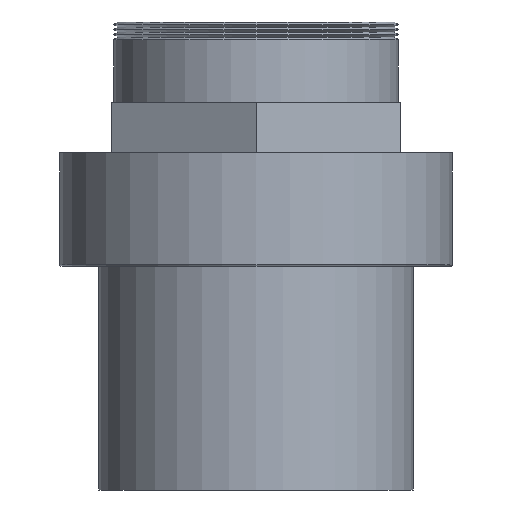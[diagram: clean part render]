
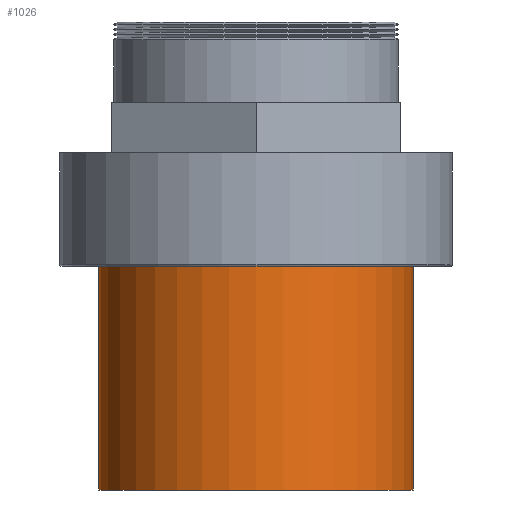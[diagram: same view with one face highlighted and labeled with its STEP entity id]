
A CAD part, front view. The second image highlights one B-rep face of the part: STEP entity #1026.
In plain terms, the highlighted cylindrical face has radius 62.5 mm (diameter 125 mm), a partial arc.
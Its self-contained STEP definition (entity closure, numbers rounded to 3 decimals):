
#1 = CARTESIAN_POINT ( 'NONE',  ( 0., 0., -186. ) ) ;
#2 = CIRCLE ( 'NONE', #324, 62.5 ) ;
#27 = ORIENTED_EDGE ( 'NONE', *, *, #456, .T. ) ;
#29 = VECTOR ( 'NONE', #529, 1000. ) ;
#110 = VERTEX_POINT ( 'NONE', #961 ) ;
#114 = CARTESIAN_POINT ( 'NONE',  ( 0., 0., -97. ) ) ;
#120 = CARTESIAN_POINT ( 'NONE',  ( 62.5, 0., -186. ) ) ;
#164 = EDGE_CURVE ( 'NONE', #538, #1010, #2, .T. ) ;
#174 = CARTESIAN_POINT ( 'NONE',  ( 62.5, 0., 0. ) ) ;
#191 = DIRECTION ( 'NONE',  ( 0., 0., 1. ) ) ;
#211 = EDGE_CURVE ( 'NONE', #110, #538, #305, .T. ) ;
#282 = FACE_OUTER_BOUND ( 'NONE', #385, .T. ) ;
#305 = LINE ( 'NONE', #651, #664 ) ;
#324 = AXIS2_PLACEMENT_3D ( 'NONE', #114, #469, #806 ) ;
#367 = DIRECTION ( 'NONE',  ( 0., 0., 1. ) ) ;
#385 = EDGE_LOOP ( 'NONE', ( #916, #692, #27, #738 ) ) ;
#454 = CARTESIAN_POINT ( 'NONE',  ( -62.5, 0., -97. ) ) ;
#456 = EDGE_CURVE ( 'NONE', #645, #1010, #941, .T. ) ;
#469 = DIRECTION ( 'NONE',  ( 0., 0., 1. ) ) ;
#515 = EDGE_CURVE ( 'NONE', #110, #645, #898, .T. ) ;
#529 = DIRECTION ( 'NONE',  ( 0., 0., 1. ) ) ;
#538 = VERTEX_POINT ( 'NONE', #454 ) ;
#544 = DIRECTION ( 'NONE',  ( 1., 0., 0. ) ) ;
#629 = CYLINDRICAL_SURFACE ( 'NONE', #920, 62.5 ) ;
#645 = VERTEX_POINT ( 'NONE', #120 ) ;
#651 = CARTESIAN_POINT ( 'NONE',  ( -62.5, 0., 0. ) ) ;
#664 = VECTOR ( 'NONE', #979, 1000. ) ;
#692 = ORIENTED_EDGE ( 'NONE', *, *, #515, .T. ) ;
#700 = DIRECTION ( 'NONE',  ( 1., 0., 0. ) ) ;
#738 = ORIENTED_EDGE ( 'NONE', *, *, #164, .F. ) ;
#806 = DIRECTION ( 'NONE',  ( 1., 0., 0. ) ) ;
#870 = CARTESIAN_POINT ( 'NONE',  ( 62.5, 0., -97. ) ) ;
#898 = CIRCLE ( 'NONE', #1035, 62.5 ) ;
#916 = ORIENTED_EDGE ( 'NONE', *, *, #211, .F. ) ;
#920 = AXIS2_PLACEMENT_3D ( 'NONE', #957, #191, #544 ) ;
#941 = LINE ( 'NONE', #174, #29 ) ;
#957 = CARTESIAN_POINT ( 'NONE',  ( 0., 0., 0. ) ) ;
#961 = CARTESIAN_POINT ( 'NONE',  ( -62.5, 0., -186. ) ) ;
#979 = DIRECTION ( 'NONE',  ( 0., 0., 1. ) ) ;
#1010 = VERTEX_POINT ( 'NONE', #870 ) ;
#1026 = ADVANCED_FACE ( 'NONE', ( #282 ), #629, .T. ) ;
#1035 = AXIS2_PLACEMENT_3D ( 'NONE', #1, #367, #700 ) ;
